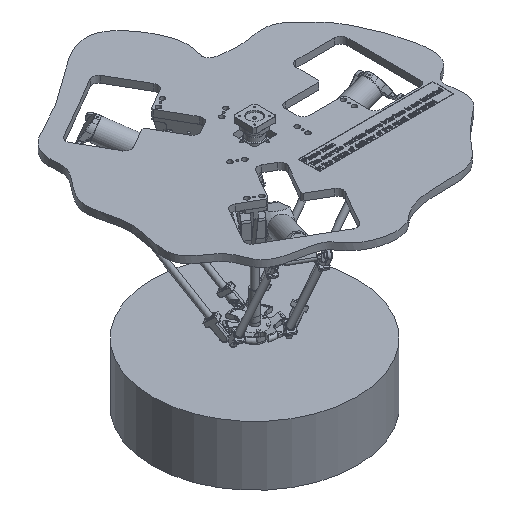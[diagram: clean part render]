
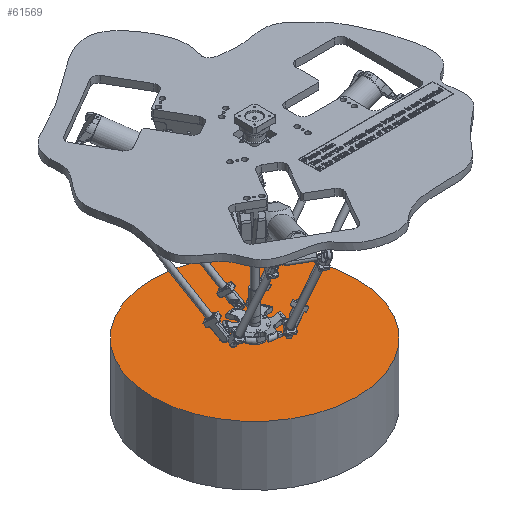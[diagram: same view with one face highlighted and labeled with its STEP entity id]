
A CAD part, isometric view. The second image highlights one B-rep face of the part: STEP entity #61569.
In plain terms, the highlighted face is planar.
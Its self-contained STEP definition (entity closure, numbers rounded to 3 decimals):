
#5327=PLANE('',#65755);
#9125=FACE_OUTER_BOUND('',#12935,.T.);
#12935=EDGE_LOOP('',(#55524));
#24570=CIRCLE('',#65753,300.);
#30111=VERTEX_POINT('',#122240);
#38581=EDGE_CURVE('',#30111,#30111,#24570,.T.);
#55524=ORIENTED_EDGE('',*,*,#38581,.T.);
#61569=ADVANCED_FACE('',(#9125),#5327,.T.);
#65753=AXIS2_PLACEMENT_3D('',#122241,#78511,#78512);
#65755=AXIS2_PLACEMENT_3D('',#122245,#78516,#78517);
#78511=DIRECTION('center_axis',(0.,1.,0.));
#78512=DIRECTION('ref_axis',(-1.,0.,0.));
#78516=DIRECTION('center_axis',(0.,1.,0.));
#78517=DIRECTION('ref_axis',(0.,0.,1.));
#122240=CARTESIAN_POINT('',(300.,250.,0.));
#122241=CARTESIAN_POINT('Origin',(0.,250.,0.));
#122245=CARTESIAN_POINT('Origin',(-150.,250.,0.));
